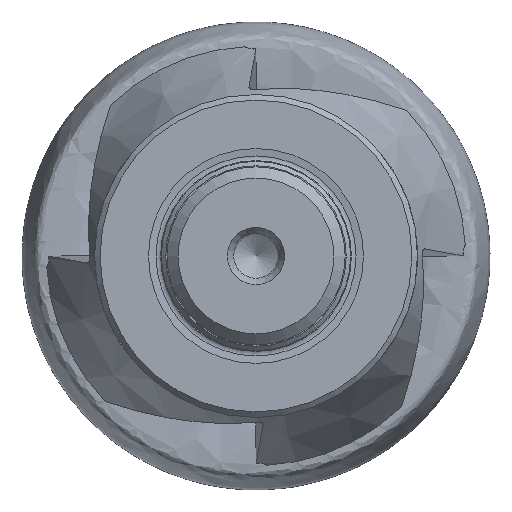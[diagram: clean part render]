
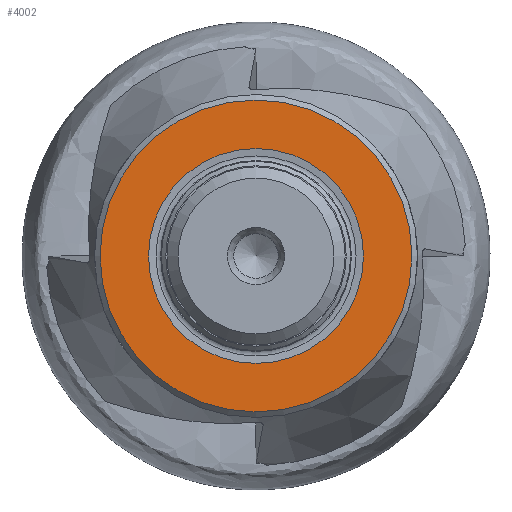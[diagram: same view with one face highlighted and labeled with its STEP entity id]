
A CAD part, left-side view. The second image highlights one B-rep face of the part: STEP entity #4002.
In plain terms, the highlighted planar face has unit normal (-1, 0, 0).
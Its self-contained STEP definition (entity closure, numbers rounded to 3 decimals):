
#115 = CIRCLE ( 'NONE', #1750, 9.65 ) ;
#181 = AXIS2_PLACEMENT_3D ( 'NONE', #366, #1574, #1592 ) ;
#366 = CARTESIAN_POINT ( 'NONE',  ( -41.05, 14., 0. ) ) ;
#509 = EDGE_CURVE ( 'NONE', #1008, #1008, #115, .T. ) ;
#512 = ORIENTED_EDGE ( 'NONE', *, *, #2013, .F. ) ;
#1008 = VERTEX_POINT ( 'NONE', #4688 ) ;
#1257 = EDGE_LOOP ( 'NONE', ( #512 ) ) ;
#1534 = PLANE ( 'NONE',  #181 ) ;
#1574 = DIRECTION ( 'NONE',  ( -1., 0., 0. ) ) ;
#1592 = DIRECTION ( 'NONE',  ( 0., -1., 0. ) ) ;
#1696 = CIRCLE ( 'NONE', #2246, 14. ) ;
#1750 = AXIS2_PLACEMENT_3D ( 'NONE', #2080, #2099, #2118 ) ;
#2013 = EDGE_CURVE ( 'NONE', #2869, #2869, #1696, .T. ) ;
#2080 = CARTESIAN_POINT ( 'NONE',  ( -41.05, 0., 0. ) ) ;
#2099 = DIRECTION ( 'NONE',  ( 1., 0., 0. ) ) ;
#2118 = DIRECTION ( 'NONE',  ( 0., 1., 0. ) ) ;
#2246 = AXIS2_PLACEMENT_3D ( 'NONE', #5026, #5017, #5021 ) ;
#2869 = VERTEX_POINT ( 'NONE', #4625 ) ;
#2984 = FACE_OUTER_BOUND ( 'NONE', #1257, .T. ) ;
#4002 = ADVANCED_FACE ( 'NONE', ( #4086, #2984 ), #1534, .T. ) ;
#4086 = FACE_BOUND ( 'NONE', #5360, .T. ) ;
#4625 = CARTESIAN_POINT ( 'NONE',  ( -41.05, 14., 0. ) ) ;
#4688 = CARTESIAN_POINT ( 'NONE',  ( -41.05, 9.65, 0. ) ) ;
#5017 = DIRECTION ( 'NONE',  ( 1., 0., 0. ) ) ;
#5021 = DIRECTION ( 'NONE',  ( 0., 1., 0. ) ) ;
#5026 = CARTESIAN_POINT ( 'NONE',  ( -41.05, 0., 0. ) ) ;
#5039 = ORIENTED_EDGE ( 'NONE', *, *, #509, .T. ) ;
#5360 = EDGE_LOOP ( 'NONE', ( #5039 ) ) ;
